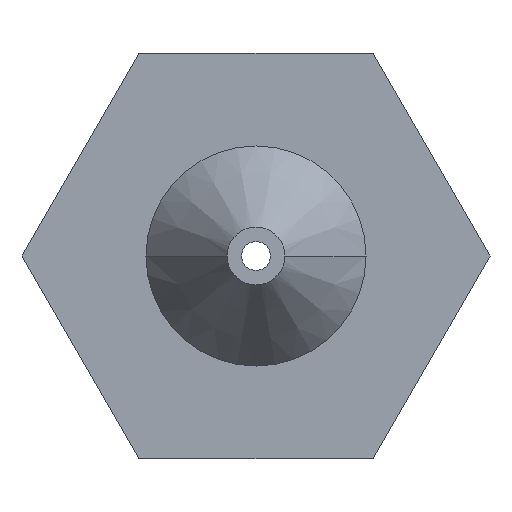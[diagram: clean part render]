
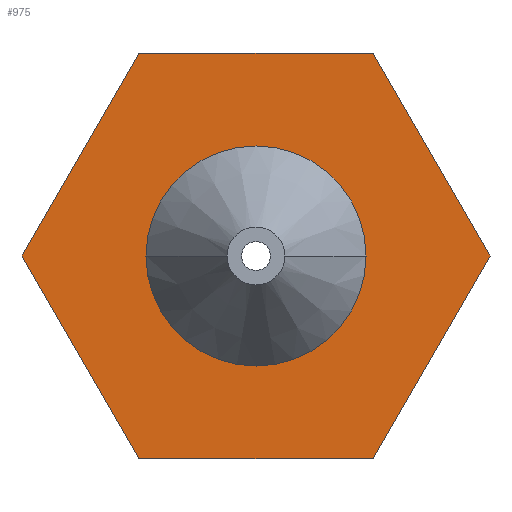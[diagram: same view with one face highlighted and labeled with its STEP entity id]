
A CAD part, front view. The second image highlights one B-rep face of the part: STEP entity #975.
In plain terms, the highlighted planar face has unit normal (0, -1, 0).
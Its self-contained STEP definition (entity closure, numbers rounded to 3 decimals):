
#400=DIRECTION('',(1.,0.,0.));
#401=VECTOR('',#400,4.041);
#402=CARTESIAN_POINT('',(-2.021,2.,3.5));
#403=LINE('',#402,#401);
#428=DIRECTION('',(-1.,0.,0.));
#429=VECTOR('',#428,4.041);
#430=CARTESIAN_POINT('',(2.021,2.,-3.5));
#431=LINE('',#430,#429);
#456=DIRECTION('',(-0.5,0.,0.866));
#457=VECTOR('',#456,4.041);
#458=CARTESIAN_POINT('',(4.041,2.,0.));
#459=LINE('',#458,#457);
#463=DIRECTION('',(0.5,0.,0.866));
#464=VECTOR('',#463,4.041);
#465=CARTESIAN_POINT('',(2.021,2.,-3.5));
#466=LINE('',#465,#464);
#470=DIRECTION('',(0.5,0.,-0.866));
#471=VECTOR('',#470,4.041);
#472=CARTESIAN_POINT('',(-4.041,2.,0.));
#473=LINE('',#472,#471);
#477=DIRECTION('',(-0.5,0.,-0.866));
#478=VECTOR('',#477,4.041);
#479=CARTESIAN_POINT('',(-2.021,2.,3.5));
#480=LINE('',#479,#478);
#484=CARTESIAN_POINT('',(0.,2.,0.));
#485=DIRECTION('',(0.,1.,0.));
#486=DIRECTION('',(1.,0.,0.));
#487=AXIS2_PLACEMENT_3D('',#484,#485,#486);
#492=CARTESIAN_POINT('',(0.,2.,0.));
#493=DIRECTION('',(0.,1.,0.));
#494=DIRECTION('',(-1.,0.,0.));
#495=AXIS2_PLACEMENT_3D('',#492,#493,#494);
#552=CARTESIAN_POINT('',(2.021,2.,-3.5));
#553=VERTEX_POINT('',#552);
#554=CARTESIAN_POINT('',(-2.021,2.,-3.5));
#555=VERTEX_POINT('',#554);
#558=CARTESIAN_POINT('',(-4.041,2.,0.));
#559=VERTEX_POINT('',#558);
#564=CARTESIAN_POINT('',(-2.021,2.,3.5));
#565=VERTEX_POINT('',#564);
#566=CARTESIAN_POINT('',(4.041,2.,0.));
#567=VERTEX_POINT('',#566);
#568=CARTESIAN_POINT('',(2.021,2.,3.5));
#569=VERTEX_POINT('',#568);
#602=CARTESIAN_POINT('',(-1.9,2.,0.));
#604=VERTEX_POINT('',#602);
#606=CARTESIAN_POINT('',(1.9,2.,0.));
#608=VERTEX_POINT('',#606);
#956=CARTESIAN_POINT('',(1.9,2.,0.));
#957=DIRECTION('',(0.,-1.,0.));
#958=DIRECTION('',(0.,0.,-1.));
#959=AXIS2_PLACEMENT_3D('',#956,#957,#958);
#960=PLANE('',#959);
#961=ORIENTED_EDGE('',*,*,#880,.T.);
#962=ORIENTED_EDGE('',*,*,#895,.F.);
#963=ORIENTED_EDGE('',*,*,#909,.F.);
#964=ORIENTED_EDGE('',*,*,#923,.T.);
#965=ORIENTED_EDGE('',*,*,#937,.F.);
#966=ORIENTED_EDGE('',*,*,#950,.F.);
#967=EDGE_LOOP('',(#961,#962,#963,#964,#965,#966));
#968=FACE_OUTER_BOUND('',#967,.F.);
#970=ORIENTED_EDGE('',*,*,#969,.F.);
#972=ORIENTED_EDGE('',*,*,#971,.F.);
#973=EDGE_LOOP('',(#970,#972));
#974=FACE_BOUND('',#973,.F.);
#488=CIRCLE('',#487,1.9);
#496=CIRCLE('',#495,1.9);
#880=EDGE_CURVE('',#565,#569,#403,.T.);
#895=EDGE_CURVE('',#567,#569,#459,.T.);
#909=EDGE_CURVE('',#553,#567,#466,.T.);
#923=EDGE_CURVE('',#553,#555,#431,.T.);
#937=EDGE_CURVE('',#559,#555,#473,.T.);
#950=EDGE_CURVE('',#565,#559,#480,.T.);
#969=EDGE_CURVE('',#608,#604,#488,.T.);
#971=EDGE_CURVE('',#604,#608,#496,.T.);
#975=ADVANCED_FACE('',(#968,#974),#960,.T.);
